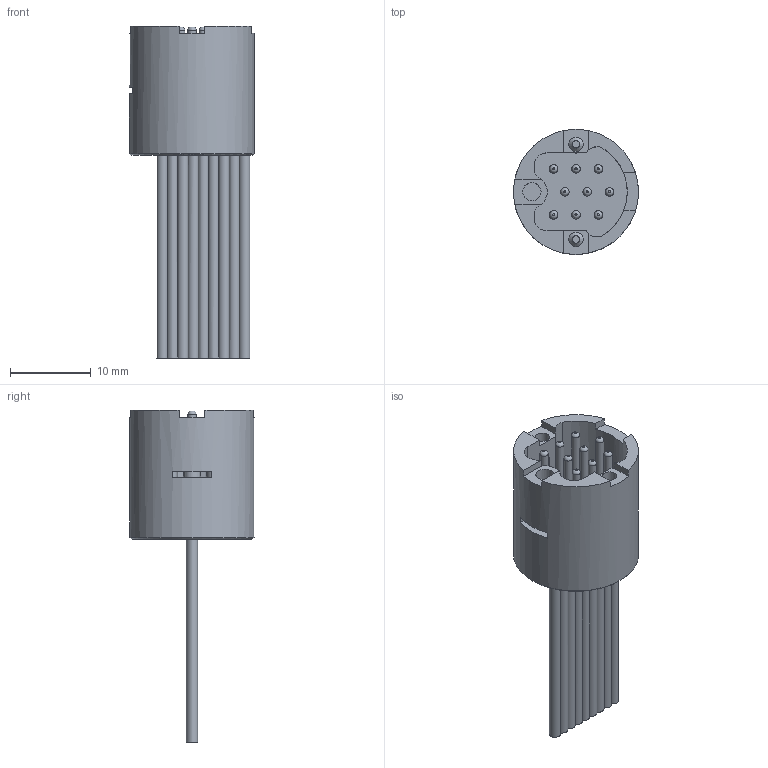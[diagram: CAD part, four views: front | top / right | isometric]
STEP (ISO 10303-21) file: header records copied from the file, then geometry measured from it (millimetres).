
FILE_DESCRIPTION(/* description */ ('Alibre Inc.'),/* implementation_level */ '2;1');
FILE_NAME(/* name */ 'export0',/* time_stamp */ '2009-10-29T10:52:46-07:00',/* author */ (''),/* organization */ (''),/* preprocessor_version */ 'ST-DEVELOPER v10',/* originating_system */ 'Alibre',/* authorisation */ '');
FILE_SCHEMA (('CONFIG_CONTROL_DESIGN'));
Length unit declared in the file: centimetre
Products named in the file (1): ID_1
Bounding box: 15.49 x 15.49 x 41.15 mm (x, y, z)
Volume: 2500.7 mm3; surface area: 3751.9 mm2
Topology: 1 solids, 1 shells, 264 faces, 663 edges, 448 vertices
Faces by surface type: cylinder 117, plane 98, cone 40, torus 9
Full cylindrical faces by diameter (mm): 0.508 x9, 1.016 x9, 1.067 x9, 1.143 x9, 1.702 x18, 1.778 x2, 1.93 x9, 2.108 x9, 2.184 x2, 2.261 x3, 15.494 x1
Entity records: 7546 total; most frequent: CARTESIAN_POINT 2078, DIRECTION 1041, ORIENTED_EDGE 956, AXIS2_PLACEMENT_3D 508, EDGE_CURVE 478, EDGE_LOOP 478, FACE_BOUND 478, VERTEX_POINT 382
